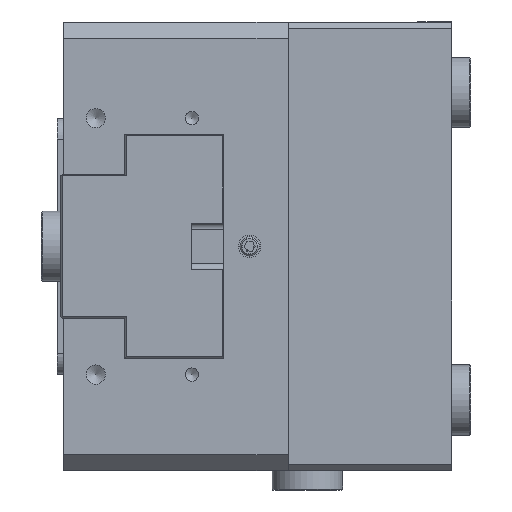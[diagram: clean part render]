
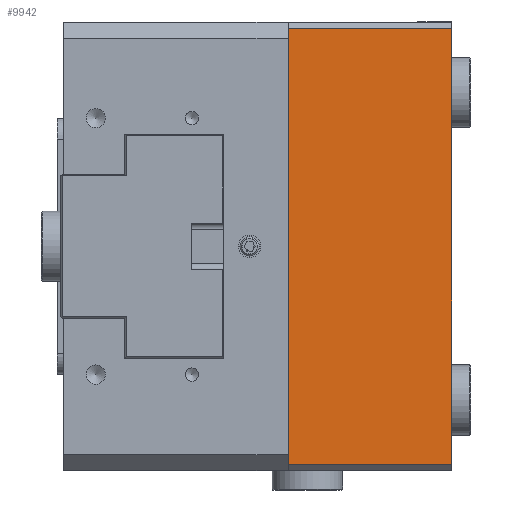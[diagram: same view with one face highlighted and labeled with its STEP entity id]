
A CAD part, left-side view. The second image highlights one B-rep face of the part: STEP entity #9942.
In plain terms, the highlighted planar face has unit normal (-1, 0, 0).
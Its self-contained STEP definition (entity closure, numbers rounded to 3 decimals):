
#731=PLANE('',#10853);
#1186=FACE_OUTER_BOUND('',#1751,.T.);
#1751=EDGE_LOOP('',(#7430,#7431,#7432,#7433));
#2445=LINE('',#15716,#3184);
#2466=LINE('',#15804,#3205);
#2476=LINE('',#15847,#3215);
#2477=LINE('',#15849,#3216);
#3184=VECTOR('',#12120,10.);
#3205=VECTOR('',#12207,10.);
#3215=VECTOR('',#12253,10.);
#3216=VECTOR('',#12256,10.);
#4540=VERTEX_POINT('',#15713);
#4541=VERTEX_POINT('',#15715);
#4570=VERTEX_POINT('',#15791);
#4575=VERTEX_POINT('',#15802);
#5645=EDGE_CURVE('',#4541,#4540,#2445,.T.);
#5690=EDGE_CURVE('',#4575,#4570,#2466,.T.);
#5712=EDGE_CURVE('',#4570,#4540,#2476,.T.);
#5713=EDGE_CURVE('',#4541,#4575,#2477,.T.);
#7430=ORIENTED_EDGE('',*,*,#5712,.F.);
#7431=ORIENTED_EDGE('',*,*,#5690,.F.);
#7432=ORIENTED_EDGE('',*,*,#5713,.F.);
#7433=ORIENTED_EDGE('',*,*,#5645,.T.);
#9942=ADVANCED_FACE('',(#1186),#731,.T.);
#10853=AXIS2_PLACEMENT_3D('',#15850,#12257,#12258);
#12120=DIRECTION('',(0.,0.,-1.));
#12207=DIRECTION('',(0.,0.,-1.));
#12253=DIRECTION('',(0.,1.,0.));
#12256=DIRECTION('',(0.,-1.,0.));
#12257=DIRECTION('center_axis',(-1.,0.,0.));
#12258=DIRECTION('ref_axis',(0.,-1.,0.));
#15713=CARTESIAN_POINT('',(-105.,-10.2,-68.));
#15715=CARTESIAN_POINT('',(-105.,-10.2,68.));
#15716=CARTESIAN_POINT('',(-105.,-10.2,0.));
#15791=CARTESIAN_POINT('',(-105.,-61.2,-68.));
#15802=CARTESIAN_POINT('',(-105.,-61.2,68.));
#15804=CARTESIAN_POINT('',(-105.,-61.2,0.));
#15847=CARTESIAN_POINT('',(-105.,-2.27,-68.));
#15849=CARTESIAN_POINT('',(-105.,-2.27,68.));
#15850=CARTESIAN_POINT('Origin',(-105.,-10.2,0.));
